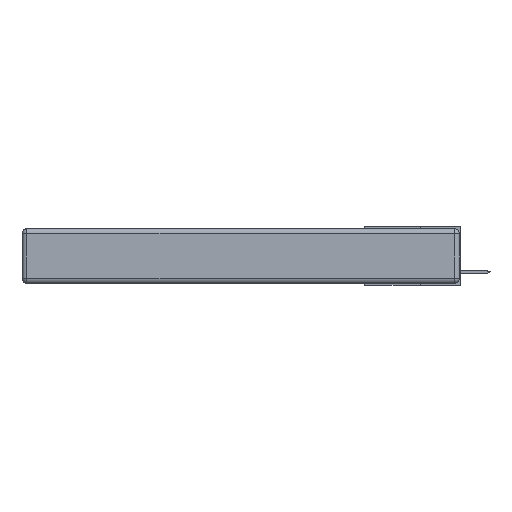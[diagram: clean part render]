
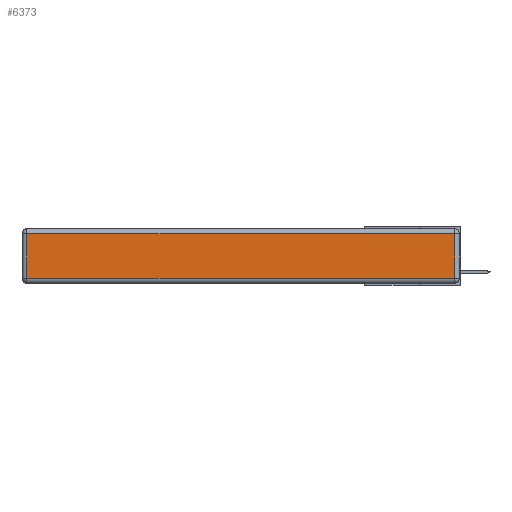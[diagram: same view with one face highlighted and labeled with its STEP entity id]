
A CAD part, left-side view. The second image highlights one B-rep face of the part: STEP entity #6373.
In plain terms, the highlighted planar face has unit normal (-1, 0, 0).
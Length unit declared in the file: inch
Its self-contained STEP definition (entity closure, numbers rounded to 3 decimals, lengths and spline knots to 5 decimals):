
#428 = LINE ( 'NONE', #20274, #33793 ) ;
#1553 = DIRECTION ( 'NONE',  ( 0., 0., -1. ) ) ;
#2678 = DIRECTION ( 'NONE',  ( 0., 1., 0. ) ) ;
#4135 = VERTEX_POINT ( 'NONE', #18191 ) ;
#4505 = DIRECTION ( 'NONE',  ( 0., -1., 0. ) ) ;
#6373 = ADVANCED_FACE ( 'NONE', ( #29959 ), #6460, .T. ) ;
#6460 = PLANE ( 'NONE',  #21356 ) ;
#6755 = CARTESIAN_POINT ( 'NONE',  ( 0., 0.03, -0.313 ) ) ;
#7761 = VERTEX_POINT ( 'NONE', #6755 ) ;
#9328 = VECTOR ( 'NONE', #27672, 39.37008 ) ;
#9672 = LINE ( 'NONE', #10783, #15461 ) ;
#10783 = CARTESIAN_POINT ( 'NONE',  ( 0., 2.75, -0.03 ) ) ;
#12824 = EDGE_CURVE ( 'NONE', #7761, #18807, #23385, .T. ) ;
#13611 = EDGE_CURVE ( 'NONE', #16548, #4135, #19190, .T. ) ;
#13708 = ORIENTED_EDGE ( 'NONE', *, *, #13611, .T. ) ;
#14365 = CARTESIAN_POINT ( 'NONE',  ( 0., 0.03, -0.03 ) ) ;
#14577 = DIRECTION ( 'NONE',  ( -1., 0., 0. ) ) ;
#15461 = VECTOR ( 'NONE', #2678, 39.37008 ) ;
#16184 = ORIENTED_EDGE ( 'NONE', *, *, #12824, .T. ) ;
#16548 = VERTEX_POINT ( 'NONE', #31213 ) ;
#17044 = EDGE_CURVE ( 'NONE', #4135, #7761, #428, .T. ) ;
#18191 = CARTESIAN_POINT ( 'NONE',  ( 0., 2.72, -0.313 ) ) ;
#18807 = VERTEX_POINT ( 'NONE', #14365 ) ;
#19190 = LINE ( 'NONE', #22834, #24191 ) ;
#19367 = CARTESIAN_POINT ( 'NONE',  ( 0., 0.03, -0.343 ) ) ;
#20274 = CARTESIAN_POINT ( 'NONE',  ( 0., 0., -0.313 ) ) ;
#21356 = AXIS2_PLACEMENT_3D ( 'NONE', #30042, #14577, #32572 ) ;
#22834 = CARTESIAN_POINT ( 'NONE',  ( 0., 2.72, -0.343 ) ) ;
#23217 = EDGE_LOOP ( 'NONE', ( #26565, #16184, #25045, #13708 ) ) ;
#23385 = LINE ( 'NONE', #19367, #9328 ) ;
#24191 = VECTOR ( 'NONE', #1553, 39.37008 ) ;
#25045 = ORIENTED_EDGE ( 'NONE', *, *, #33380, .T. ) ;
#26565 = ORIENTED_EDGE ( 'NONE', *, *, #17044, .T. ) ;
#27672 = DIRECTION ( 'NONE',  ( 0., 0., 1. ) ) ;
#29959 = FACE_OUTER_BOUND ( 'NONE', #23217, .T. ) ;
#30042 = CARTESIAN_POINT ( 'NONE',  ( 0., 0., -0.343 ) ) ;
#31213 = CARTESIAN_POINT ( 'NONE',  ( 0., 2.72, -0.03 ) ) ;
#32572 = DIRECTION ( 'NONE',  ( 0., 0., 1. ) ) ;
#33380 = EDGE_CURVE ( 'NONE', #18807, #16548, #9672, .T. ) ;
#33793 = VECTOR ( 'NONE', #4505, 39.37008 ) ;
